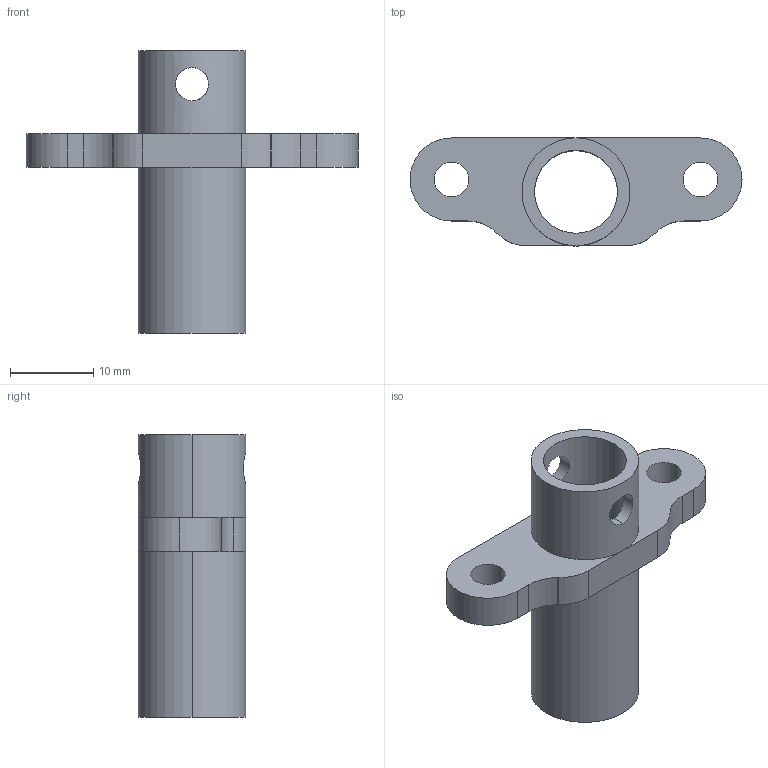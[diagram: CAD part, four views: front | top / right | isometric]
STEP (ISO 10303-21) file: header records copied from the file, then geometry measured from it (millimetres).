
FILE_DESCRIPTION (( 'STEP AP203' ), '1' );
FILE_NAME ('PL-USI-037-Aa-interface-barre-2.STEP', '2019-09-09T12:02:29', ( '' ), ( '' ), 'SwSTEP 2.0', 'SolidWorks 2016', '' );
FILE_SCHEMA (( 'CONFIG_CONTROL_DESIGN' ));
Length unit declared in the file: millimetre
Products named in the file (1): PL-USI-037-Aa-interface-barre-2
Bounding box: 40 x 13 x 34 mm (x, y, z)
Volume: 2904.6 mm3; surface area: 3417.5 mm2
Topology: 1 solids, 1 shells, 34 faces, 92 edges, 60 vertices
Faces by surface type: cylinder 22, plane 12
Entity records: 1397 total; most frequent: CARTESIAN_POINT 419, DIRECTION 194, ORIENTED_EDGE 184, EDGE_CURVE 92, AXIS2_PLACEMENT_3D 75, VERTEX_POINT 60, VECTOR 44, EDGE_LOOP 44
